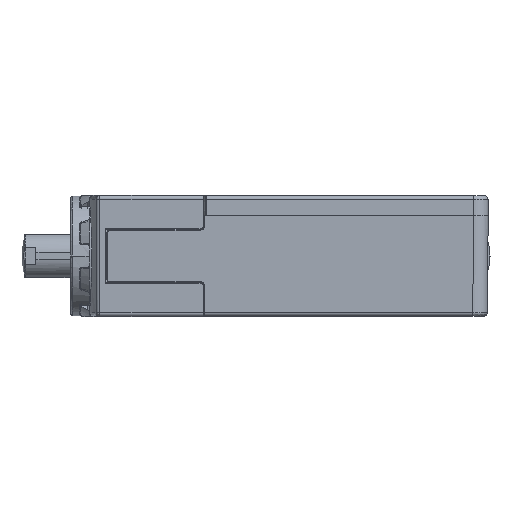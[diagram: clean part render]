
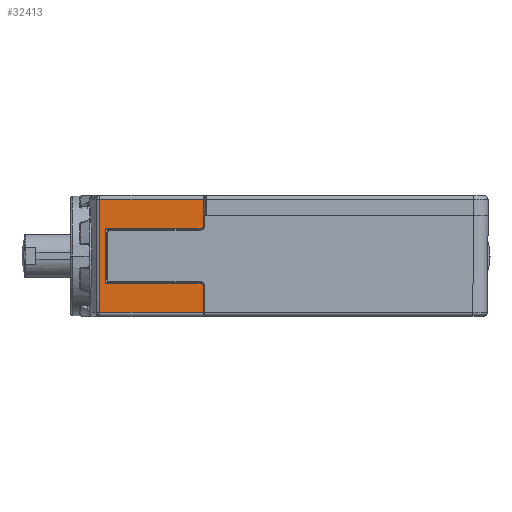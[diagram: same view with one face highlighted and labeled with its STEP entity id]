
A CAD part, left-side view. The second image highlights one B-rep face of the part: STEP entity #32413.
In plain terms, the highlighted planar face has unit normal (-1, 0, 0).
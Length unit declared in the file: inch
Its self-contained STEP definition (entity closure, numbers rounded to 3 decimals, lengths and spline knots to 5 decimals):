
#533 = CARTESIAN_POINT ( 'NONE',  ( -0.17717, 0.44094, -0.49606 ) ) ;
#684 = CARTESIAN_POINT ( 'NONE',  ( -0.17717, 0.38405, 0.1378 ) ) ;
#913 = DIRECTION ( 'NONE',  ( 0., -1., 0. ) ) ;
#980 = CARTESIAN_POINT ( 'NONE',  ( -0.17717, -0.15748, -0.02165 ) ) ;
#1200 = EDGE_CURVE ( 'NONE', #32210, #31908, #32899, .T. ) ;
#1793 = PLANE ( 'NONE',  #20386 ) ;
#2421 = VERTEX_POINT ( 'NONE', #31627 ) ;
#2558 = CARTESIAN_POINT ( 'NONE',  ( -0.17717, 0.44094, -0.33661 ) ) ;
#2951 = DIRECTION ( 'NONE',  ( 0., 1., 0. ) ) ;
#4805 = VECTOR ( 'NONE', #11881, 39.37008 ) ;
#4811 = DIRECTION ( 'NONE',  ( 0., -1., 0. ) ) ;
#5132 = DIRECTION ( 'NONE',  ( 0., 1., 0. ) ) ;
#5511 = EDGE_CURVE ( 'NONE', #9461, #31908, #33872, .T. ) ;
#5700 = CARTESIAN_POINT ( 'NONE',  ( -0.17717, -0.17717, -0.02165 ) ) ;
#5732 = LINE ( 'NONE', #26685, #6454 ) ;
#5955 = LINE ( 'NONE', #18240, #31543 ) ;
#6454 = VECTOR ( 'NONE', #12164, 39.37008 ) ;
#7228 = DIRECTION ( 'NONE',  ( -1., 0., 0. ) ) ;
#7440 = LINE ( 'NONE', #14080, #39017 ) ;
#7627 = VERTEX_POINT ( 'NONE', #38774 ) ;
#8031 = VERTEX_POINT ( 'NONE', #32510 ) ;
#8704 = CARTESIAN_POINT ( 'NONE',  ( -0.17717, -0.17717, -0.18898 ) ) ;
#8807 = EDGE_CURVE ( 'NONE', #13342, #8031, #11251, .T. ) ;
#9461 = VERTEX_POINT ( 'NONE', #32865 ) ;
#9826 = CARTESIAN_POINT ( 'NONE',  ( -0.17717, 0.38405, 0.11811 ) ) ;
#10889 = ORIENTED_EDGE ( 'NONE', *, *, #13184, .T. ) ;
#10957 = ORIENTED_EDGE ( 'NONE', *, *, #14823, .T. ) ;
#11251 = LINE ( 'NONE', #14082, #12038 ) ;
#11881 = DIRECTION ( 'NONE',  ( 0., 0., -1. ) ) ;
#12026 = AXIS2_PLACEMENT_3D ( 'NONE', #39484, #18355, #12309 ) ;
#12038 = VECTOR ( 'NONE', #17903, 39.37008 ) ;
#12164 = DIRECTION ( 'NONE',  ( 0., -1., 0. ) ) ;
#12309 = DIRECTION ( 'NONE',  ( 0., -1., 0. ) ) ;
#12703 = CIRCLE ( 'NONE', #12026, 0.01969 ) ;
#12744 = CARTESIAN_POINT ( 'NONE',  ( -0.17717, 0.34646, -0.32874 ) ) ;
#13184 = EDGE_CURVE ( 'NONE', #13342, #36989, #12703, .T. ) ;
#13285 = DIRECTION ( 'NONE',  ( 0., 1., 0. ) ) ;
#13342 = VERTEX_POINT ( 'NONE', #20987 ) ;
#13807 = ORIENTED_EDGE ( 'NONE', *, *, #38979, .T. ) ;
#14080 = CARTESIAN_POINT ( 'NONE',  ( -0.17717, 0.35433, 0.1378 ) ) ;
#14082 = CARTESIAN_POINT ( 'NONE',  ( -0.17717, -0.17717, -0.18898 ) ) ;
#14346 = DIRECTION ( 'NONE',  ( 0., 0., -1. ) ) ;
#14823 = EDGE_CURVE ( 'NONE', #34225, #18329, #7440, .T. ) ;
#15191 = AXIS2_PLACEMENT_3D ( 'NONE', #980, #32021, #13285 ) ;
#16071 = CIRCLE ( 'NONE', #16101, 0.00787 ) ;
#16101 = AXIS2_PLACEMENT_3D ( 'NONE', #36324, #23861, #5132 ) ;
#17387 = ORIENTED_EDGE ( 'NONE', *, *, #5511, .T. ) ;
#17473 = ORIENTED_EDGE ( 'NONE', *, *, #25723, .T. ) ;
#17718 = CARTESIAN_POINT ( 'NONE',  ( -0.17717, 0.34646, -0.33661 ) ) ;
#17903 = DIRECTION ( 'NONE',  ( 0., 0., -1. ) ) ;
#18238 = LINE ( 'NONE', #2558, #31920 ) ;
#18240 = CARTESIAN_POINT ( 'NONE',  ( -0.17717, 0.44094, -0.04134 ) ) ;
#18329 = VERTEX_POINT ( 'NONE', #36813 ) ;
#18355 = DIRECTION ( 'NONE',  ( -1., 0., 0. ) ) ;
#18972 = ORIENTED_EDGE ( 'NONE', *, *, #39074, .T. ) ;
#19890 = EDGE_LOOP ( 'NONE', ( #27534, #38863, #10957, #37770, #13807, #17387, #36513, #24038, #17473, #18972, #26556, #10889 ) ) ;
#20386 = AXIS2_PLACEMENT_3D ( 'NONE', #29578, #7228, #4811 ) ;
#20987 = CARTESIAN_POINT ( 'NONE',  ( -0.17717, -0.17717, -0.3563 ) ) ;
#21812 = DIRECTION ( 'NONE',  ( 0., -1., 0. ) ) ;
#22794 = CARTESIAN_POINT ( 'NONE',  ( -0.17717, -0.17717, 0.11811 ) ) ;
#23004 = VERTEX_POINT ( 'NONE', #9826 ) ;
#23436 = CARTESIAN_POINT ( 'NONE',  ( -0.17717, 0.35433, -0.32874 ) ) ;
#23861 = DIRECTION ( 'NONE',  ( 1., 0., 0. ) ) ;
#24038 = ORIENTED_EDGE ( 'NONE', *, *, #39272, .F. ) ;
#25178 = VERTEX_POINT ( 'NONE', #17718 ) ;
#25723 = EDGE_CURVE ( 'NONE', #23004, #7627, #28296, .T. ) ;
#26386 = DIRECTION ( 'NONE',  ( 0., 0., 1. ) ) ;
#26556 = ORIENTED_EDGE ( 'NONE', *, *, #8807, .F. ) ;
#26685 = CARTESIAN_POINT ( 'NONE',  ( -0.17717, -0.18148, 0.11811 ) ) ;
#27534 = ORIENTED_EDGE ( 'NONE', *, *, #30617, .T. ) ;
#27888 = VECTOR ( 'NONE', #14346, 39.37008 ) ;
#28296 = LINE ( 'NONE', #684, #4805 ) ;
#28331 = VECTOR ( 'NONE', #913, 39.37008 ) ;
#29578 = CARTESIAN_POINT ( 'NONE',  ( -0.17717, 0.44094, 0.1378 ) ) ;
#30144 = DIRECTION ( 'NONE',  ( 0., -1., 0. ) ) ;
#30617 = EDGE_CURVE ( 'NONE', #36989, #25178, #18238, .T. ) ;
#31543 = VECTOR ( 'NONE', #30144, 39.37008 ) ;
#31627 = CARTESIAN_POINT ( 'NONE',  ( -0.17717, 0.34646, -0.04134 ) ) ;
#31908 = VERTEX_POINT ( 'NONE', #5700 ) ;
#31920 = VECTOR ( 'NONE', #2951, 39.37008 ) ;
#32021 = DIRECTION ( 'NONE',  ( -1., 0., 0. ) ) ;
#32028 = EDGE_CURVE ( 'NONE', #25178, #34225, #35826, .T. ) ;
#32210 = VERTEX_POINT ( 'NONE', #22794 ) ;
#32413 = ADVANCED_FACE ( 'NONE', ( #34841 ), #1793, .T. ) ;
#32510 = CARTESIAN_POINT ( 'NONE',  ( -0.17717, -0.17717, -0.49606 ) ) ;
#32865 = CARTESIAN_POINT ( 'NONE',  ( -0.17717, -0.15748, -0.04134 ) ) ;
#32899 = LINE ( 'NONE', #8704, #27888 ) ;
#33872 = CIRCLE ( 'NONE', #15191, 0.01969 ) ;
#34225 = VERTEX_POINT ( 'NONE', #23436 ) ;
#34362 = LINE ( 'NONE', #533, #28331 ) ;
#34841 = FACE_OUTER_BOUND ( 'NONE', #19890, .T. ) ;
#34884 = DIRECTION ( 'NONE',  ( 1., 0., 0. ) ) ;
#35208 = AXIS2_PLACEMENT_3D ( 'NONE', #12744, #34884, #21812 ) ;
#35281 = CARTESIAN_POINT ( 'NONE',  ( -0.17717, -0.15748, -0.33661 ) ) ;
#35826 = CIRCLE ( 'NONE', #35208, 0.00787 ) ;
#36324 = CARTESIAN_POINT ( 'NONE',  ( -0.17717, 0.34646, -0.04921 ) ) ;
#36513 = ORIENTED_EDGE ( 'NONE', *, *, #1200, .F. ) ;
#36813 = CARTESIAN_POINT ( 'NONE',  ( -0.17717, 0.35433, -0.04921 ) ) ;
#36989 = VERTEX_POINT ( 'NONE', #35281 ) ;
#37770 = ORIENTED_EDGE ( 'NONE', *, *, #38537, .T. ) ;
#38537 = EDGE_CURVE ( 'NONE', #18329, #2421, #16071, .T. ) ;
#38774 = CARTESIAN_POINT ( 'NONE',  ( -0.17717, 0.38405, -0.49606 ) ) ;
#38863 = ORIENTED_EDGE ( 'NONE', *, *, #32028, .T. ) ;
#38979 = EDGE_CURVE ( 'NONE', #2421, #9461, #5955, .T. ) ;
#39017 = VECTOR ( 'NONE', #26386, 39.37008 ) ;
#39074 = EDGE_CURVE ( 'NONE', #7627, #8031, #34362, .T. ) ;
#39272 = EDGE_CURVE ( 'NONE', #23004, #32210, #5732, .T. ) ;
#39484 = CARTESIAN_POINT ( 'NONE',  ( -0.17717, -0.15748, -0.3563 ) ) ;
